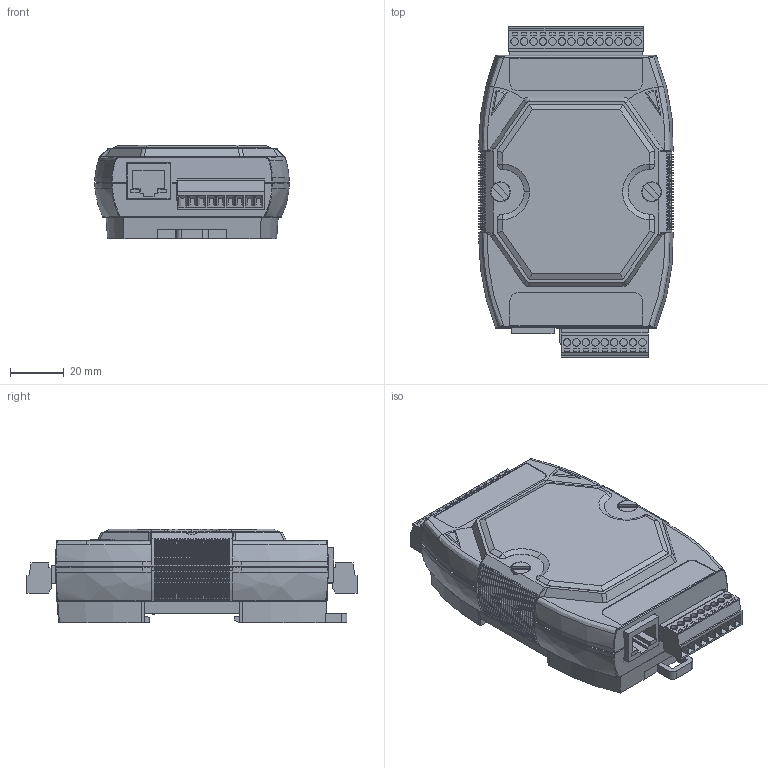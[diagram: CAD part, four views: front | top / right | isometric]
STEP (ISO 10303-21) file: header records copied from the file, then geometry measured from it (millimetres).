
FILE_DESCRIPTION (( 'STEP AP203' ), '1' );
FILE_NAME ('7000_9P_RJ45_14P.STEP', '2023-03-02T06:57:01', ( 'Windows 使用者' ), ( '' ), 'SwSTEP 2.0', 'SolidWorks 2020', '' );
FILE_SCHEMA (( 'CONFIG_CONTROL_DESIGN' ));
Length unit declared in the file: millimetre
Products named in the file (16): MC420-35009; 7186_PCB; ME030-35009; 4SI700000011W; ME030-35014; MC420-35009_90; 4SAPP-005-A; 2DJ020; 7000-PCGai.sldasm-Part-1; SW180; 4SIPP-754-BG; 7000_9P_RJ45_14P; MC420-35014; MC420-35014_90; SIPP-754-AG
Assembly tree (16 placements, depth 4):
  7000_9P_RJ45_14P
    4SIPP-754-BG
    SIPP-754-AG
    4SAPP-005-A
    7000-PCGai.sldasm-Part-1  x2
    SW180
    4SI700000011W
    7186_PCB
      7186_PCB
      2DJ020
      MC420-35009_90
        ME030-35009
        MC420-35009
      MC420-35014_90
        ME030-35014
        MC420-35014
Bounding box: 72.04 x 122.36 x 34.7 mm (x, y, z)
Volume: 66806.5 mm3; surface area: 88365.8 mm2
Topology: 13 solids, 13 shells, 3938 faces, 10613 edges, 6895 vertices
Faces by surface type: plane 2693, cylinder 374, bspline 344, cone 267, torus 238, sphere 22
Entity records: 134402 total; most frequent: CARTESIAN_POINT 41605, ORIENTED_EDGE 20672, DIRECTION 16423, EDGE_CURVE 10336, VERTEX_POINT 6713, VECTOR 6257, LINE 6257, AXIS2_PLACEMENT_3D 5083
